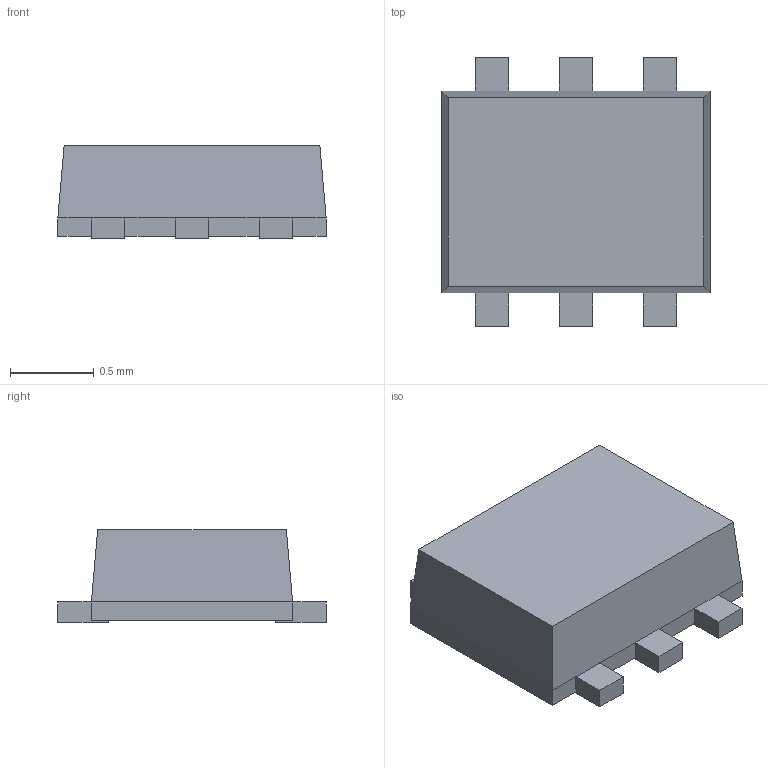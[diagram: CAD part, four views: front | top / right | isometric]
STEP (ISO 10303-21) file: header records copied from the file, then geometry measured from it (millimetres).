
FILE_DESCRIPTION (( 'STEP AP214' ), '1' );
FILE_NAME ('ES6.STEP', '2018-01-25T01:00:04', ( '微软用户' ), ( '微软中国' ), 'SwSTEP 2.0', 'SolidWorks 2015', '' );
FILE_SCHEMA (( 'AUTOMOTIVE_DESIGN' ));
Length unit declared in the file: millimetre
Products named in the file (1): ES6
Bounding box: 1.6 x 1.6 x 0.55 mm (x, y, z)
Volume: 1 mm3; surface area: 8.2 mm2
Topology: 7 solids, 7 shells, 76 faces, 170 edges, 108 vertices
Faces by surface type: plane 76
Entity records: 2398 total; most frequent: CARTESIAN_POINT 355, ORIENTED_EDGE 340, DIRECTION 324, LINE 170, VECTOR 170, EDGE_CURVE 170, VERTEX_POINT 108, AXIS2_PLACEMENT_3D 77
